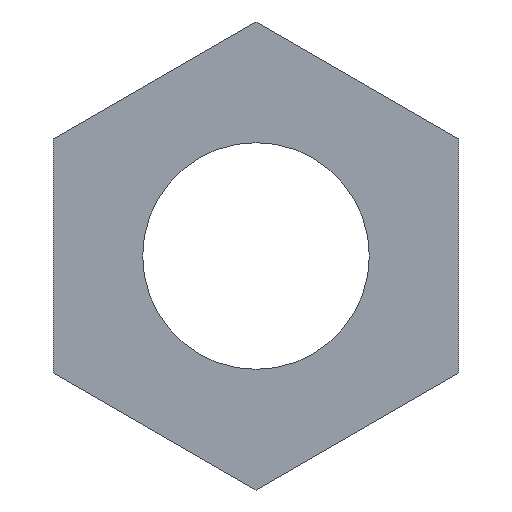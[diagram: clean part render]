
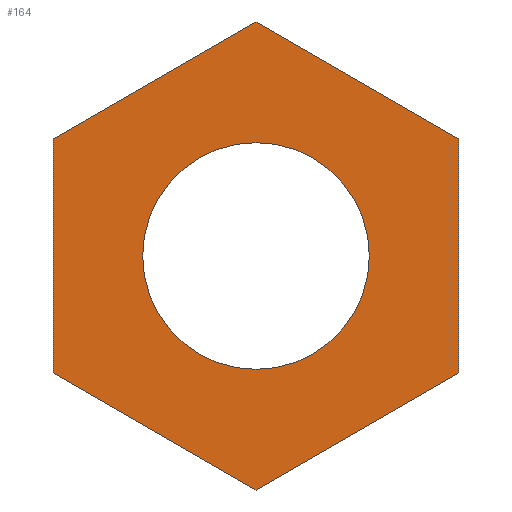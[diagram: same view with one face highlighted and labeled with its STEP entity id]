
A CAD part, front view. The second image highlights one B-rep face of the part: STEP entity #164.
In plain terms, the highlighted planar face has unit normal (0, -1, 0).
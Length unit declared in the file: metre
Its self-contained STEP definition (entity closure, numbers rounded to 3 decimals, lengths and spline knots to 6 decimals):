
#17=FACE_BOUND('',#32,.T.);
#19=CIRCLE('',#189,0.00109);
#21=FACE_OUTER_BOUND('',#31,.T.);
#31=EDGE_LOOP('',(#120,#121,#122,#123,#124,#125));
#32=EDGE_LOOP('',(#126));
#46=LINE('',#259,#65);
#47=LINE('',#261,#66);
#48=LINE('',#263,#67);
#49=LINE('',#265,#68);
#50=LINE('',#267,#69);
#51=LINE('',#268,#70);
#65=VECTOR('',#211,1.);
#66=VECTOR('',#212,1.);
#67=VECTOR('',#213,1.);
#68=VECTOR('',#214,1.);
#69=VECTOR('',#215,1.);
#70=VECTOR('',#216,1.);
#85=VERTEX_POINT('',#257);
#86=VERTEX_POINT('',#258);
#87=VERTEX_POINT('',#260);
#88=VERTEX_POINT('',#262);
#89=VERTEX_POINT('',#264);
#90=VERTEX_POINT('',#266);
#91=VERTEX_POINT('',#269);
#99=EDGE_CURVE('',#85,#86,#46,.T.);
#100=EDGE_CURVE('',#87,#85,#47,.T.);
#101=EDGE_CURVE('',#88,#87,#48,.T.);
#102=EDGE_CURVE('',#89,#88,#49,.T.);
#103=EDGE_CURVE('',#90,#89,#50,.T.);
#104=EDGE_CURVE('',#86,#90,#51,.T.);
#105=EDGE_CURVE('',#91,#91,#19,.T.);
#120=ORIENTED_EDGE('',*,*,#99,.F.);
#121=ORIENTED_EDGE('',*,*,#100,.F.);
#122=ORIENTED_EDGE('',*,*,#101,.F.);
#123=ORIENTED_EDGE('',*,*,#102,.F.);
#124=ORIENTED_EDGE('',*,*,#103,.F.);
#125=ORIENTED_EDGE('',*,*,#104,.F.);
#126=ORIENTED_EDGE('',*,*,#105,.T.);
#156=PLANE('',#188);
#164=ADVANCED_FACE('',(#21,#17),#156,.F.);
#188=AXIS2_PLACEMENT_3D('',#256,#209,#210);
#189=AXIS2_PLACEMENT_3D('',#270,#217,#218);
#209=DIRECTION('center_axis',(0.,1.,0.));
#210=DIRECTION('ref_axis',(0.,0.,1.));
#211=DIRECTION('',(-0.866,0.,-0.5));
#212=DIRECTION('',(0.,0.,-1.));
#213=DIRECTION('',(0.866,0.,-0.5));
#214=DIRECTION('',(0.866,0.,0.5));
#215=DIRECTION('',(0.,0.,1.));
#216=DIRECTION('',(-0.866,0.,0.5));
#217=DIRECTION('center_axis',(0.,1.,0.));
#218=DIRECTION('ref_axis',(0.,0.,1.));
#256=CARTESIAN_POINT('Origin',(0.,0.,0.));
#257=CARTESIAN_POINT('',(0.001949,0.,-0.001125));
#258=CARTESIAN_POINT('',(0.,0.,-0.00225));
#259=CARTESIAN_POINT('',(0.001949,0.,-0.001125));
#260=CARTESIAN_POINT('',(0.001949,0.,0.001125));
#261=CARTESIAN_POINT('',(0.001949,0.,0.001125));
#262=CARTESIAN_POINT('',(0.,0.,0.00225));
#263=CARTESIAN_POINT('',(0.,0.,0.00225));
#264=CARTESIAN_POINT('',(-0.001949,0.,0.001125));
#265=CARTESIAN_POINT('',(-0.001949,0.,0.001125));
#266=CARTESIAN_POINT('',(-0.001949,0.,-0.001125));
#267=CARTESIAN_POINT('',(-0.001949,0.,-0.001125));
#268=CARTESIAN_POINT('',(0.,0.,-0.00225));
#269=CARTESIAN_POINT('',(0.,0.,0.00109));
#270=CARTESIAN_POINT('Origin',(0.,0.,0.));
